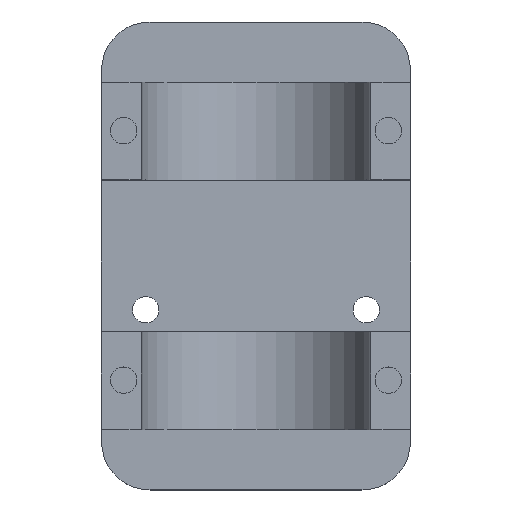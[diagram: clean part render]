
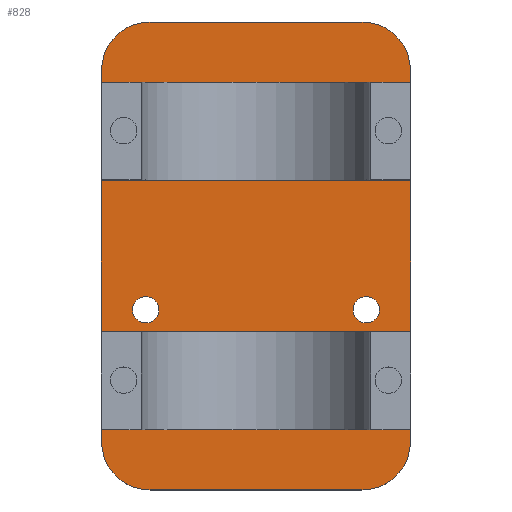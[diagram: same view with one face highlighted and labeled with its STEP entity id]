
A CAD part, top view. The second image highlights one B-rep face of the part: STEP entity #828.
In plain terms, the highlighted planar face has unit normal (0, 0, 1).
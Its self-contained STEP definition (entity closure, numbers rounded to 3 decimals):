
#19=FACE_BOUND('',#141,.T.);
#20=FACE_BOUND('',#142,.T.);
#21=FACE_BOUND('',#143,.T.);
#22=FACE_BOUND('',#144,.T.);
#46=PLANE('',#909);
#85=FACE_OUTER_BOUND('',#140,.T.);
#140=EDGE_LOOP('',(#652,#653,#654,#655,#656,#657,#658,#659));
#141=EDGE_LOOP('',(#660));
#142=EDGE_LOOP('',(#661));
#143=EDGE_LOOP('',(#662,#663,#664,#665));
#144=EDGE_LOOP('',(#666,#667,#668,#669));
#189=LINE('',#1257,#263);
#192=LINE('',#1265,#266);
#196=LINE('',#1279,#270);
#197=LINE('',#1281,#271);
#201=LINE('',#1293,#275);
#204=LINE('',#1299,#278);
#209=LINE('',#1319,#283);
#215=LINE('',#1330,#289);
#216=LINE('',#1338,#290);
#217=LINE('',#1342,#291);
#218=LINE('',#1346,#292);
#219=LINE('',#1349,#293);
#263=VECTOR('',#995,10.);
#266=VECTOR('',#1006,10.);
#270=VECTOR('',#1024,10.);
#271=VECTOR('',#1027,10.);
#275=VECTOR('',#1035,10.);
#278=VECTOR('',#1040,10.);
#283=VECTOR('',#1063,10.);
#289=VECTOR('',#1075,10.);
#290=VECTOR('',#1084,10.);
#291=VECTOR('',#1087,10.);
#292=VECTOR('',#1090,10.);
#293=VECTOR('',#1093,10.);
#326=CIRCLE('',#870,3.);
#328=CIRCLE('',#873,3.);
#342=CIRCLE('',#910,11.);
#343=CIRCLE('',#911,11.);
#344=CIRCLE('',#912,11.);
#345=CIRCLE('',#913,11.);
#366=VERTEX_POINT('',#1220);
#368=VERTEX_POINT('',#1226);
#380=VERTEX_POINT('',#1254);
#381=VERTEX_POINT('',#1256);
#382=VERTEX_POINT('',#1263);
#385=VERTEX_POINT('',#1277);
#390=VERTEX_POINT('',#1290);
#391=VERTEX_POINT('',#1292);
#393=VERTEX_POINT('',#1298);
#399=VERTEX_POINT('',#1318);
#402=VERTEX_POINT('',#1334);
#403=VERTEX_POINT('',#1335);
#404=VERTEX_POINT('',#1337);
#405=VERTEX_POINT('',#1339);
#406=VERTEX_POINT('',#1341);
#407=VERTEX_POINT('',#1343);
#408=VERTEX_POINT('',#1345);
#409=VERTEX_POINT('',#1347);
#442=EDGE_CURVE('',#366,#366,#326,.T.);
#445=EDGE_CURVE('',#368,#368,#328,.T.);
#459=EDGE_CURVE('',#381,#380,#189,.T.);
#464=EDGE_CURVE('',#380,#382,#192,.T.);
#470=EDGE_CURVE('',#382,#385,#196,.T.);
#471=EDGE_CURVE('',#385,#381,#197,.T.);
#476=EDGE_CURVE('',#391,#390,#201,.T.);
#479=EDGE_CURVE('',#393,#391,#204,.T.);
#488=EDGE_CURVE('',#399,#393,#209,.T.);
#495=EDGE_CURVE('',#390,#399,#215,.T.);
#496=EDGE_CURVE('',#402,#403,#342,.T.);
#497=EDGE_CURVE('',#403,#404,#216,.T.);
#498=EDGE_CURVE('',#404,#405,#343,.T.);
#499=EDGE_CURVE('',#405,#406,#217,.T.);
#500=EDGE_CURVE('',#406,#407,#344,.T.);
#501=EDGE_CURVE('',#407,#408,#218,.T.);
#502=EDGE_CURVE('',#408,#409,#345,.T.);
#503=EDGE_CURVE('',#409,#402,#219,.T.);
#652=ORIENTED_EDGE('',*,*,#496,.T.);
#653=ORIENTED_EDGE('',*,*,#497,.T.);
#654=ORIENTED_EDGE('',*,*,#498,.T.);
#655=ORIENTED_EDGE('',*,*,#499,.T.);
#656=ORIENTED_EDGE('',*,*,#500,.T.);
#657=ORIENTED_EDGE('',*,*,#501,.T.);
#658=ORIENTED_EDGE('',*,*,#502,.T.);
#659=ORIENTED_EDGE('',*,*,#503,.T.);
#660=ORIENTED_EDGE('',*,*,#442,.T.);
#661=ORIENTED_EDGE('',*,*,#445,.T.);
#662=ORIENTED_EDGE('',*,*,#459,.T.);
#663=ORIENTED_EDGE('',*,*,#464,.T.);
#664=ORIENTED_EDGE('',*,*,#470,.T.);
#665=ORIENTED_EDGE('',*,*,#471,.T.);
#666=ORIENTED_EDGE('',*,*,#476,.T.);
#667=ORIENTED_EDGE('',*,*,#495,.T.);
#668=ORIENTED_EDGE('',*,*,#488,.T.);
#669=ORIENTED_EDGE('',*,*,#479,.T.);
#828=ADVANCED_FACE('',(#85,#19,#20,#21,#22),#46,.T.);
#870=AXIS2_PLACEMENT_3D('',#1221,#964,#965);
#873=AXIS2_PLACEMENT_3D('',#1227,#971,#972);
#909=AXIS2_PLACEMENT_3D('',#1333,#1080,#1081);
#910=AXIS2_PLACEMENT_3D('',#1336,#1082,#1083);
#911=AXIS2_PLACEMENT_3D('',#1340,#1085,#1086);
#912=AXIS2_PLACEMENT_3D('',#1344,#1088,#1089);
#913=AXIS2_PLACEMENT_3D('',#1348,#1091,#1092);
#964=DIRECTION('center_axis',(0.,0.,-1.));
#965=DIRECTION('ref_axis',(1.,0.,0.));
#971=DIRECTION('center_axis',(0.,0.,-1.));
#972=DIRECTION('ref_axis',(1.,0.,0.));
#995=DIRECTION('',(0.,-1.,0.));
#1006=DIRECTION('',(-1.,0.,0.));
#1024=DIRECTION('',(0.,1.,0.));
#1027=DIRECTION('',(1.,0.,0.));
#1035=DIRECTION('',(-1.,0.,0.));
#1040=DIRECTION('',(0.,-1.,0.));
#1063=DIRECTION('',(1.,0.,0.));
#1075=DIRECTION('',(0.,1.,0.));
#1080=DIRECTION('center_axis',(0.,0.,1.));
#1081=DIRECTION('ref_axis',(1.,0.,0.));
#1082=DIRECTION('center_axis',(0.,0.,1.));
#1083=DIRECTION('ref_axis',(0.,-1.,0.));
#1084=DIRECTION('',(0.,1.,0.));
#1085=DIRECTION('center_axis',(0.,0.,1.));
#1086=DIRECTION('ref_axis',(1.,0.,0.));
#1087=DIRECTION('',(-1.,0.,0.));
#1088=DIRECTION('center_axis',(0.,0.,1.));
#1089=DIRECTION('ref_axis',(0.,1.,0.));
#1090=DIRECTION('',(0.,-1.,0.));
#1091=DIRECTION('center_axis',(0.,0.,1.));
#1092=DIRECTION('ref_axis',(-1.,0.,0.));
#1093=DIRECTION('',(1.,0.,0.));
#1220=CARTESIAN_POINT('',(167.,129.824,67.));
#1221=CARTESIAN_POINT('Origin',(170.,129.824,67.));
#1226=CARTESIAN_POINT('',(117.,129.824,67.));
#1227=CARTESIAN_POINT('Origin',(120.,129.824,67.));
#1254=CARTESIAN_POINT('',(180.,102.647,67.));
#1256=CARTESIAN_POINT('',(180.,124.824,67.));
#1257=CARTESIAN_POINT('',(180.,122.324,67.));
#1263=CARTESIAN_POINT('',(110.,102.647,67.));
#1265=CARTESIAN_POINT('',(131.946,102.647,67.));
#1277=CARTESIAN_POINT('',(110.,124.824,67.));
#1279=CARTESIAN_POINT('',(110.,133.412,67.));
#1281=CARTESIAN_POINT('',(158.054,124.824,67.));
#1290=CARTESIAN_POINT('',(110.,159.176,67.));
#1292=CARTESIAN_POINT('',(180.,159.176,67.));
#1293=CARTESIAN_POINT('',(131.946,159.176,67.));
#1298=CARTESIAN_POINT('',(180.,181.353,67.));
#1299=CARTESIAN_POINT('',(180.,150.588,67.));
#1318=CARTESIAN_POINT('',(110.,181.353,67.));
#1319=CARTESIAN_POINT('',(158.054,181.353,67.));
#1330=CARTESIAN_POINT('',(110.,161.676,67.));
#1333=CARTESIAN_POINT('Origin',(145.,142.,67.));
#1334=CARTESIAN_POINT('',(169.,89.,67.));
#1335=CARTESIAN_POINT('',(180.,100.,67.));
#1336=CARTESIAN_POINT('Origin',(169.,100.,67.));
#1337=CARTESIAN_POINT('',(180.,184.,67.));
#1338=CARTESIAN_POINT('',(180.,100.,67.));
#1339=CARTESIAN_POINT('',(169.,195.,67.));
#1340=CARTESIAN_POINT('Origin',(169.,184.,67.));
#1341=CARTESIAN_POINT('',(121.,195.,67.));
#1342=CARTESIAN_POINT('',(169.,195.,67.));
#1343=CARTESIAN_POINT('',(110.,184.,67.));
#1344=CARTESIAN_POINT('Origin',(121.,184.,67.));
#1345=CARTESIAN_POINT('',(110.,100.,67.));
#1346=CARTESIAN_POINT('',(110.,184.,67.));
#1347=CARTESIAN_POINT('',(121.,89.,67.));
#1348=CARTESIAN_POINT('Origin',(121.,100.,67.));
#1349=CARTESIAN_POINT('',(121.,89.,67.));
